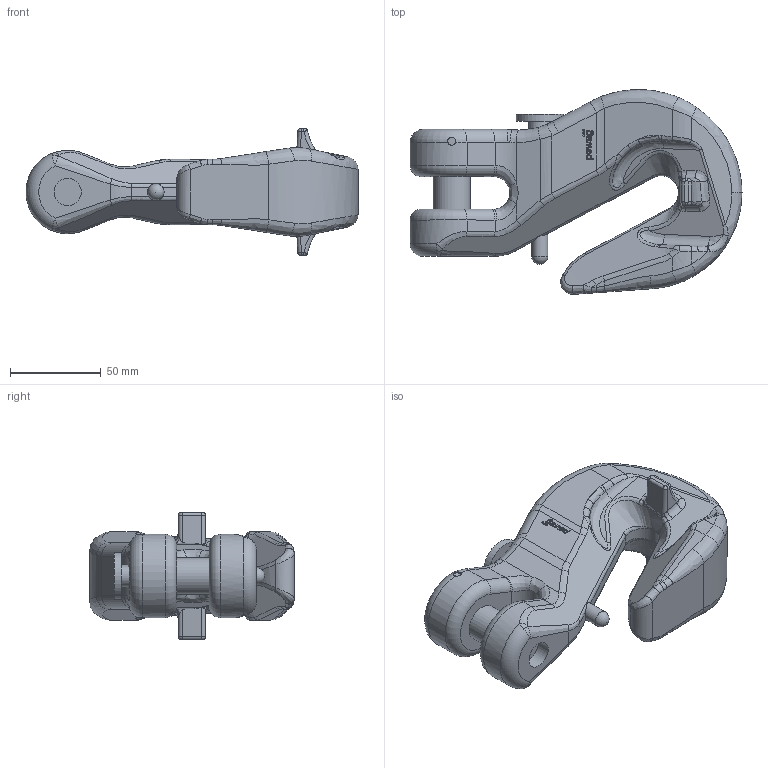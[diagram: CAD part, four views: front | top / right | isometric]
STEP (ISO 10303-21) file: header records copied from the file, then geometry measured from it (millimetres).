
FILE_DESCRIPTION(/* description */ (''),/* implementation_level */ '2;1');
FILE_NAME(/* name */ 'pewag_KPSW_16.stp',/* time_stamp */ '2022-06-29T13:42:00+02:00',/* author */ (''),/* organization */ (''),/* preprocessor_version */ 'ST-DEVELOPER v16',/* originating_system */ 'SIEMENS PLM Software NX 11.0',/* authorisation */ '');
FILE_SCHEMA (('AUTOMOTIVE_DESIGN { 1 0 10303 214 3 1 1 1 }'));
Length unit declared in the file: millimetre
Products named in the file (1): KSE44B0A9CF4oht
Bounding box: 183.2 x 112.96 x 70 mm (x, y, z)
Volume: 436161.2 mm3; surface area: 61791 mm2
Topology: 4 solids, 4 shells, 456 faces, 1089 edges, 656 vertices
Faces by surface type: bspline 170, plane 134, cylinder 74, extrusion 60, torus 16, sphere 1, cone 1
Full cylindrical faces by diameter (mm): 4.5 x3, 6 x1, 6.2 x1, 9 x1, 9.2 x1, 12 x1, 15 x1, 20.4 x3, 26 x1
Entity records: 21373 total; most frequent: CARTESIAN_POINT 12401, ORIENTED_EDGE 2116, DIRECTION 1309, EDGE_CURVE 1058, VERTEX_POINT 649, B_SPLINE_CURVE_WITH_KNOTS 593, AXIS2_PLACEMENT_3D 508, EDGE_LOOP 505
